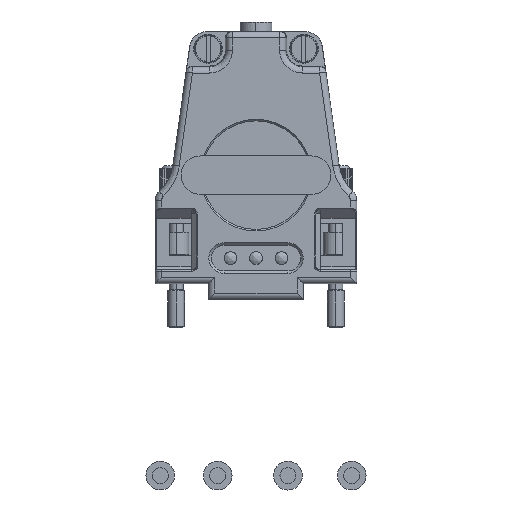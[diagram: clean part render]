
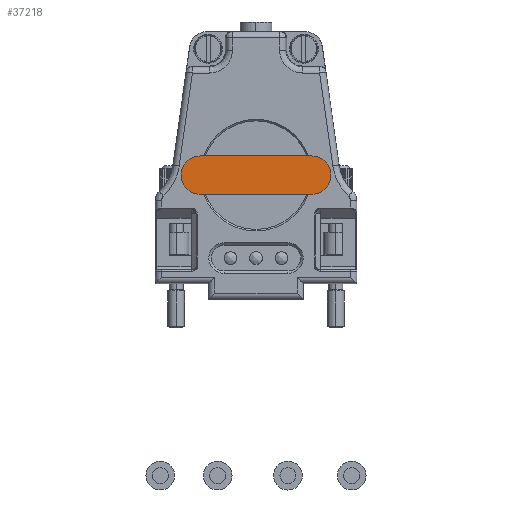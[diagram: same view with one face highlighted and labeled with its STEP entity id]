
A CAD part, top view. The second image highlights one B-rep face of the part: STEP entity #37218.
In plain terms, the highlighted planar face has unit normal (0, 0, 1).
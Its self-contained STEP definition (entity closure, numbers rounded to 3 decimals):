
#65 = EDGE_CURVE ( 'NONE', #257, #41446, #33720, .T. ) ;
#257 = VERTEX_POINT ( 'NONE', #23106 ) ;
#464 = CARTESIAN_POINT ( 'NONE',  ( 8.75, 20., 15.02 ) ) ;
#529 = DIRECTION ( 'NONE',  ( 1., 0., 0. ) ) ;
#3003 = CARTESIAN_POINT ( 'NONE',  ( 8.75, 17., 15.02 ) ) ;
#3956 = DIRECTION ( 'NONE',  ( 0., 0., 1. ) ) ;
#4064 = CARTESIAN_POINT ( 'NONE',  ( -8.75, 14., 15.02 ) ) ;
#4482 = VECTOR ( 'NONE', #18515, 1000. ) ;
#5843 = VECTOR ( 'NONE', #20399, 1000. ) ;
#6339 = DIRECTION ( 'NONE',  ( -1., 0., 0. ) ) ;
#8122 = EDGE_CURVE ( 'NONE', #15780, #34678, #37838, .T. ) ;
#8274 = CARTESIAN_POINT ( 'NONE',  ( -8.75, 14., 15.02 ) ) ;
#10462 = VECTOR ( 'NONE', #11794, 1000. ) ;
#10758 = AXIS2_PLACEMENT_3D ( 'NONE', #13661, #36726, #17031 ) ;
#10924 = EDGE_LOOP ( 'NONE', ( #42155, #22567, #38318, #27460, #31773, #39664, #11283, #28865, #25061 ) ) ;
#11283 = ORIENTED_EDGE ( 'NONE', *, *, #30047, .F. ) ;
#11474 = VECTOR ( 'NONE', #16127, 1000. ) ;
#11794 = DIRECTION ( 'NONE',  ( -1., 0., 0. ) ) ;
#11921 = CARTESIAN_POINT ( 'NONE',  ( -8.75, 20., 15.02 ) ) ;
#12214 = LINE ( 'NONE', #11921, #4482 ) ;
#12816 = LINE ( 'NONE', #8274, #38124 ) ;
#12904 = CIRCLE ( 'NONE', #27352, 3. ) ;
#13661 = CARTESIAN_POINT ( 'NONE',  ( -8.75, 17., 15.02 ) ) ;
#15780 = VERTEX_POINT ( 'NONE', #19732 ) ;
#16127 = DIRECTION ( 'NONE',  ( 1., 0., 0. ) ) ;
#16533 = EDGE_CURVE ( 'NONE', #37578, #33544, #27450, .T. ) ;
#16985 = CARTESIAN_POINT ( 'NONE',  ( -8.006, 20., 15.02 ) ) ;
#17031 = DIRECTION ( 'NONE',  ( -1., 0., 0. ) ) ;
#18515 = DIRECTION ( 'NONE',  ( -1., 0., 0. ) ) ;
#19282 = LINE ( 'NONE', #41448, #10462 ) ;
#19732 = CARTESIAN_POINT ( 'NONE',  ( -8.75, 20., 15.02 ) ) ;
#20366 = DIRECTION ( 'NONE',  ( 0., 0., 1. ) ) ;
#20399 = DIRECTION ( 'NONE',  ( -1., 0., 0. ) ) ;
#21438 = CARTESIAN_POINT ( 'NONE',  ( -8.75, 14., 15.02 ) ) ;
#22567 = ORIENTED_EDGE ( 'NONE', *, *, #8122, .F. ) ;
#23106 = CARTESIAN_POINT ( 'NONE',  ( -8.006, 14., 15.02 ) ) ;
#23581 = EDGE_CURVE ( 'NONE', #38921, #34678, #12214, .T. ) ;
#23763 = CARTESIAN_POINT ( 'NONE',  ( -8.75, 17., 15.02 ) ) ;
#23939 = EDGE_CURVE ( 'NONE', #257, #33544, #12816, .T. ) ;
#24485 = AXIS2_PLACEMENT_3D ( 'NONE', #23763, #3956, #27092 ) ;
#24981 = VECTOR ( 'NONE', #37832, 1000. ) ;
#25061 = ORIENTED_EDGE ( 'NONE', *, *, #42153, .T. ) ;
#26163 = DIRECTION ( 'NONE',  ( 0., 0., 1. ) ) ;
#27092 = DIRECTION ( 'NONE',  ( -1., 0., 0. ) ) ;
#27352 = AXIS2_PLACEMENT_3D ( 'NONE', #3003, #26163, #6339 ) ;
#27450 = CIRCLE ( 'NONE', #24485, 3. ) ;
#27460 = ORIENTED_EDGE ( 'NONE', *, *, #16533, .T. ) ;
#28865 = ORIENTED_EDGE ( 'NONE', *, *, #33767, .T. ) ;
#29327 = VERTEX_POINT ( 'NONE', #464 ) ;
#30047 = EDGE_CURVE ( 'NONE', #37730, #41446, #19282, .T. ) ;
#31146 = LINE ( 'NONE', #36800, #5843 ) ;
#31439 = FACE_OUTER_BOUND ( 'NONE', #10924, .T. ) ;
#31773 = ORIENTED_EDGE ( 'NONE', *, *, #23939, .F. ) ;
#32515 = CARTESIAN_POINT ( 'NONE',  ( -8.75, 20., 15.02 ) ) ;
#32677 = CARTESIAN_POINT ( 'NONE',  ( -11.75, 17., 15.02 ) ) ;
#33544 = VERTEX_POINT ( 'NONE', #4064 ) ;
#33720 = LINE ( 'NONE', #21438, #24981 ) ;
#33767 = EDGE_CURVE ( 'NONE', #37730, #29327, #12904, .T. ) ;
#34195 = EDGE_CURVE ( 'NONE', #15780, #37578, #35010, .T. ) ;
#34678 = VERTEX_POINT ( 'NONE', #16985 ) ;
#35010 = CIRCLE ( 'NONE', #10758, 3. ) ;
#36726 = DIRECTION ( 'NONE',  ( 0., 0., 1. ) ) ;
#36800 = CARTESIAN_POINT ( 'NONE',  ( -8.75, 20., 15.02 ) ) ;
#37218 = ADVANCED_FACE ( 'NONE', ( #31439 ), #39868, .T. ) ;
#37269 = AXIS2_PLACEMENT_3D ( 'NONE', #40154, #20366, #529 ) ;
#37578 = VERTEX_POINT ( 'NONE', #32677 ) ;
#37730 = VERTEX_POINT ( 'NONE', #40575 ) ;
#37832 = DIRECTION ( 'NONE',  ( 1., 0., 0. ) ) ;
#37838 = LINE ( 'NONE', #32515, #11474 ) ;
#38124 = VECTOR ( 'NONE', #41262, 1000. ) ;
#38318 = ORIENTED_EDGE ( 'NONE', *, *, #34195, .T. ) ;
#38921 = VERTEX_POINT ( 'NONE', #40918 ) ;
#39664 = ORIENTED_EDGE ( 'NONE', *, *, #65, .T. ) ;
#39868 = PLANE ( 'NONE',  #37269 ) ;
#40154 = CARTESIAN_POINT ( 'NONE',  ( -8.75, 17., 15.02 ) ) ;
#40575 = CARTESIAN_POINT ( 'NONE',  ( 8.75, 14., 15.02 ) ) ;
#40918 = CARTESIAN_POINT ( 'NONE',  ( 8.006, 20., 15.02 ) ) ;
#41262 = DIRECTION ( 'NONE',  ( -1., 0., 0. ) ) ;
#41446 = VERTEX_POINT ( 'NONE', #42353 ) ;
#41448 = CARTESIAN_POINT ( 'NONE',  ( -8.75, 14., 15.02 ) ) ;
#42153 = EDGE_CURVE ( 'NONE', #29327, #38921, #31146, .T. ) ;
#42155 = ORIENTED_EDGE ( 'NONE', *, *, #23581, .T. ) ;
#42353 = CARTESIAN_POINT ( 'NONE',  ( 8.006, 14., 15.02 ) ) ;
